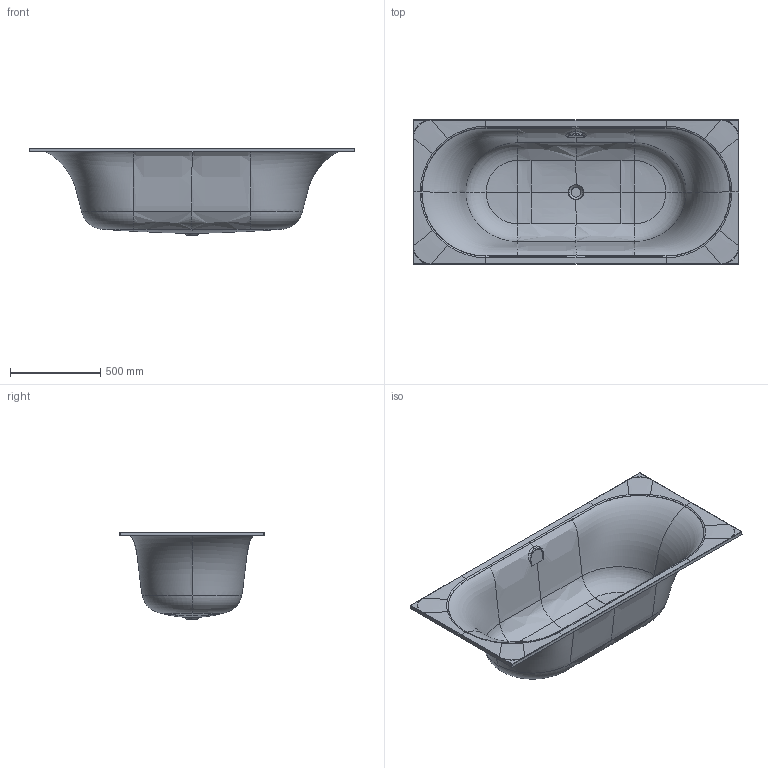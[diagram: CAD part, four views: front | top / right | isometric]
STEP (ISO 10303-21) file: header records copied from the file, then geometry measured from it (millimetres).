
FILE_DESCRIPTION((''),'2;1');
FILE_NAME('UBQ180CEU2V_CETUS','2022-07-04T15:53:22',('hegemanc'),('Villeroy & Boch Wellness bv'),'CREO PARAMETRIC BY PTC INC, 2020454','CREO PARAMETRIC BY PTC INC, 2020454','');
FILE_SCHEMA(('CONFIG_CONTROL_DESIGN'));
Products named in the file (1): UBQ180CEU2V_CETUS
Bounding box: 1800 x 800 x 483 mm (x, y, z)
Surface area: 2525349.2 mm2 (no closed solid volume)
Topology: 0 solids, 1 shells, 121 faces, 332 edges, 191 vertices
Faces by surface type: bspline 70, cylinder 21, plane 12, extrusion 12, sphere 4, torus 2
Entity records: 139520 total; most frequent: CARTESIAN_POINT 137183, ORIENTED_EDGE 571, EDGE_CURVE 324, DIRECTION 226, B_SPLINE_CURVE_WITH_KNOTS 221, VERTEX_POINT 191, EDGE_LOOP 121, FACE_OUTER_BOUND 120
